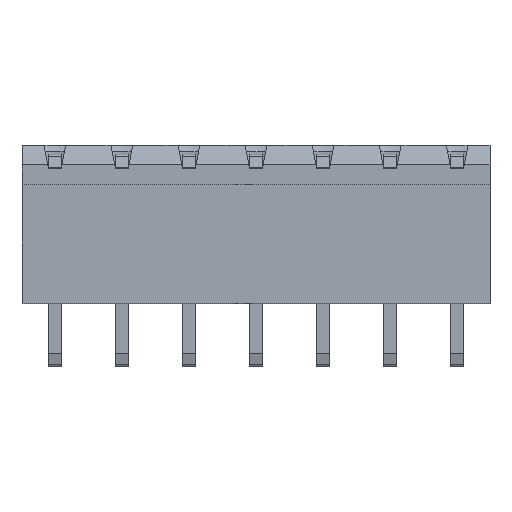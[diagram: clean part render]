
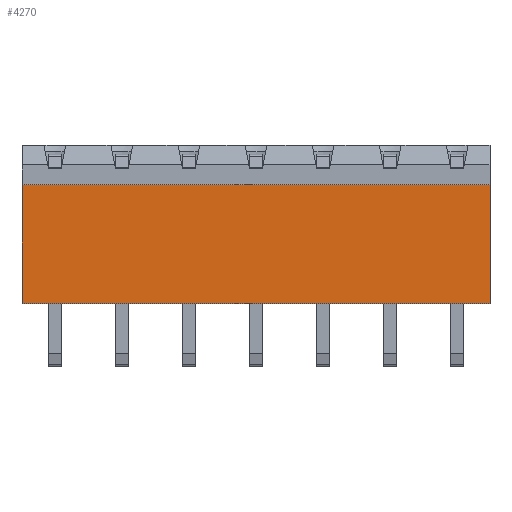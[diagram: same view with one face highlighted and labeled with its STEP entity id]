
A CAD part, top view. The second image highlights one B-rep face of the part: STEP entity #4270.
In plain terms, the highlighted planar face has unit normal (0, 0, 1).
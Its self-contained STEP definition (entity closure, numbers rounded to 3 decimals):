
#41 = VECTOR ( 'NONE', #3184, 1000. ) ;
#324 = CARTESIAN_POINT ( 'NONE',  ( 0., 9.01, 0. ) ) ;
#832 = ORIENTED_EDGE ( 'NONE', *, *, #4065, .T. ) ;
#1091 = AXIS2_PLACEMENT_3D ( 'NONE', #8746, #9488, #8027 ) ;
#1520 = VECTOR ( 'NONE', #2153, 1000. ) ;
#1599 = LINE ( 'NONE', #6857, #10865 ) ;
#1640 = CARTESIAN_POINT ( 'NONE',  ( 35.45, 9.01, 0. ) ) ;
#1900 = EDGE_LOOP ( 'NONE', ( #2034, #7329, #4818, #832 ) ) ;
#1972 = CARTESIAN_POINT ( 'NONE',  ( 35.45, 0., 0. ) ) ;
#2034 = ORIENTED_EDGE ( 'NONE', *, *, #2738, .T. ) ;
#2153 = DIRECTION ( 'NONE',  ( -1., 0., 0. ) ) ;
#2205 = CARTESIAN_POINT ( 'NONE',  ( 0., 0., 0. ) ) ;
#2738 = EDGE_CURVE ( 'NONE', #3452, #3208, #1599, .T. ) ;
#3079 = DIRECTION ( 'NONE',  ( -1., 0., 0. ) ) ;
#3144 = CARTESIAN_POINT ( 'NONE',  ( 35.45, 9.01, 0. ) ) ;
#3184 = DIRECTION ( 'NONE',  ( 0., -1., 0. ) ) ;
#3208 = VERTEX_POINT ( 'NONE', #2205 ) ;
#3293 = FACE_OUTER_BOUND ( 'NONE', #1900, .T. ) ;
#3374 = EDGE_CURVE ( 'NONE', #3496, #3208, #5900, .T. ) ;
#3452 = VERTEX_POINT ( 'NONE', #324 ) ;
#3496 = VERTEX_POINT ( 'NONE', #4124 ) ;
#3549 = VERTEX_POINT ( 'NONE', #1640 ) ;
#3683 = EDGE_CURVE ( 'NONE', #3549, #3496, #5221, .T. ) ;
#4065 = EDGE_CURVE ( 'NONE', #3549, #3452, #8841, .T. ) ;
#4070 = CARTESIAN_POINT ( 'NONE',  ( 35.45, 9.01, 0. ) ) ;
#4124 = CARTESIAN_POINT ( 'NONE',  ( 35.45, 0., 0. ) ) ;
#4270 = ADVANCED_FACE ( 'NONE', ( #3293 ), #8683, .F. ) ;
#4818 = ORIENTED_EDGE ( 'NONE', *, *, #3683, .F. ) ;
#5221 = LINE ( 'NONE', #3144, #41 ) ;
#5900 = LINE ( 'NONE', #1972, #1520 ) ;
#5929 = VECTOR ( 'NONE', #3079, 1000. ) ;
#6857 = CARTESIAN_POINT ( 'NONE',  ( 0., 9.01, 0. ) ) ;
#7329 = ORIENTED_EDGE ( 'NONE', *, *, #3374, .F. ) ;
#8027 = DIRECTION ( 'NONE',  ( 0., 1., 0. ) ) ;
#8683 = PLANE ( 'NONE',  #1091 ) ;
#8746 = CARTESIAN_POINT ( 'NONE',  ( 35.45, 9.01, 0. ) ) ;
#8841 = LINE ( 'NONE', #4070, #5929 ) ;
#9488 = DIRECTION ( 'NONE',  ( 0., 0., -1. ) ) ;
#10865 = VECTOR ( 'NONE', #11303, 1000. ) ;
#11303 = DIRECTION ( 'NONE',  ( 0., -1., 0. ) ) ;
